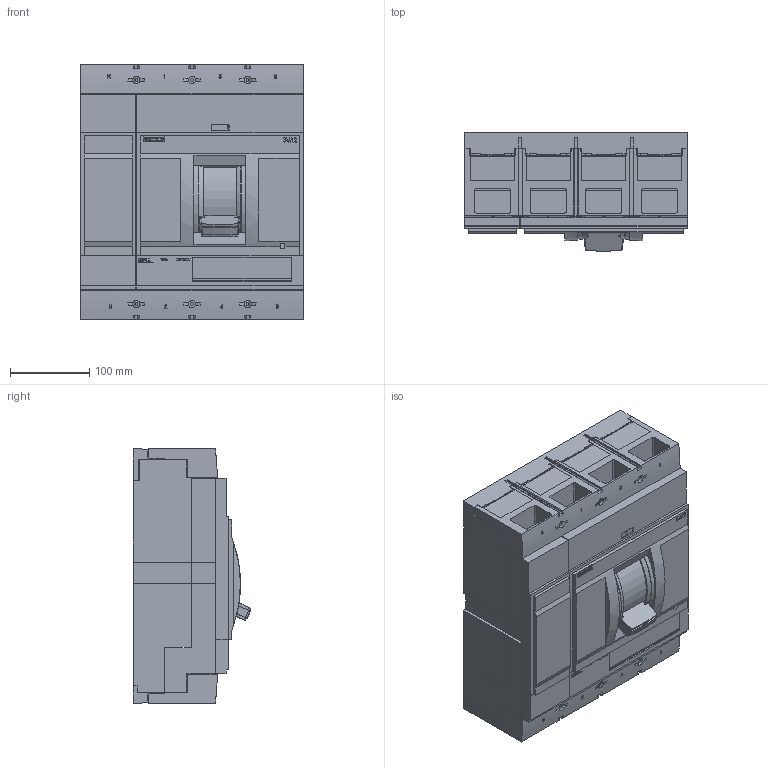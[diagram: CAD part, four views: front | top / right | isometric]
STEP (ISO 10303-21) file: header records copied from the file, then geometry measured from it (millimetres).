
FILE_DESCRIPTION(('no description'),'unknown implementation level');
FILE_NAME('3VA25xxxHL42xxxx_3D_v.stp',' ',('SIEMENS A&D'),('CADClick - KiM GmbH - www.kimweb.de'),'unknown preprocess','ACIS','unknown authorization');
FILE_SCHEMA(('automotive_design'));
Length unit declared in the file: millimetre
Products named in the file (2): 3VA25..-.HL42-....
Bounding box: 280 x 148.36 x 320 mm (x, y, z)
Volume: 9474714.2 mm3; surface area: 653348.4 mm2
Topology: 2 solids, 30 shells, 3785 faces, 10697 edges, 7107 vertices
Faces by surface type: plane 3272, cylinder 497, torus 12, cone 4
Entity records: 241845 total; most frequent: CARTESIAN_POINT 23105, STYLED_ITEM 21583, PRESENTATION_STYLE_ASSIGNMENT 21583, COLOUR_RGB 21583, ORIENTED_EDGE 21378, DIRECTION 19512, EDGE_CURVE 10689, CURVE_STYLE 10689
